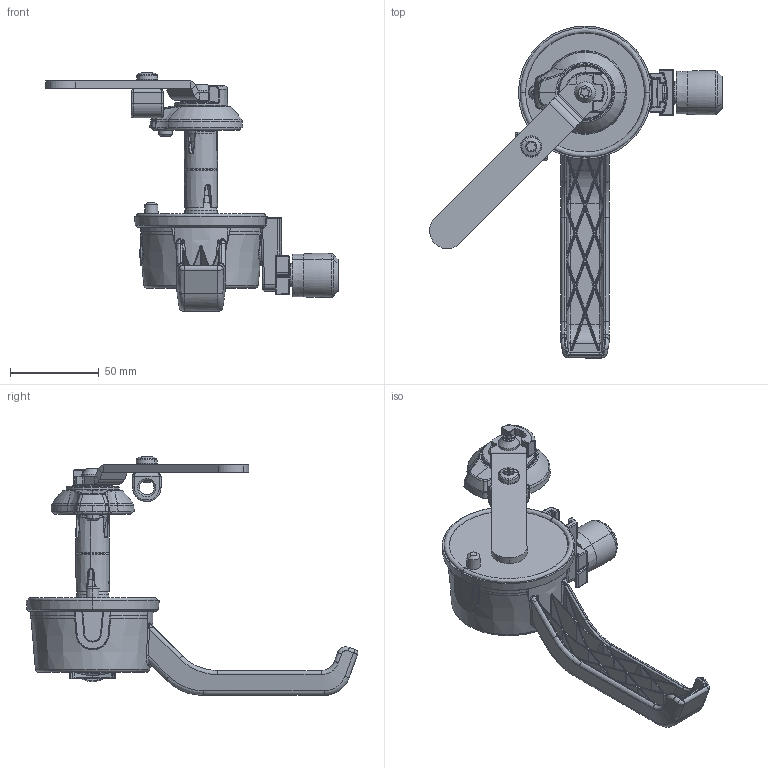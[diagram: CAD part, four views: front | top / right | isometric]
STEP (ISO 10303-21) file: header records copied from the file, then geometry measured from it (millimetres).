
FILE_DESCRIPTION (( 'STEP AP214' ), '1' );
FILE_NAME ('i inside handle.STEP', '2025-03-11T15:04:29', ( '' ), ( '' ), 'SwSTEP 2.0', 'SolidWorks 2023', '' );
FILE_SCHEMA (( 'AUTOMOTIVE_DESIGN' ));
Length unit declared in the file: millimetre
Products named in the file (25): 00087918_265111-103050; 2321s07-r02-1-11; 00016528; 00015265; 00015161; 00014927; 00200138; 297001; reversed inswing; i inside handle; 00017690_012140-25; 00088231_265115-002050; 00014921_G265131-002004; 26507624-1; 00199308; 26507624-1-3; 00197851; 012154-10; 00016198; 26507624-1-2; 00200128; 275020-9-1; 00197654; 26507624-1-1; 00087823
Assembly tree (26 placements, depth 4):
  i inside handle
    00016198
      00015161
      2321s07-r02-1-11
      012154-10
    00200128
      00197654
      00087918_265111-103050
      297001  x2
      00015265
      00088231_265115-002050  x2
    00017690_012140-25
    reversed inswing
      00200138
      00197851
      26507624-1
        26507624-1-1
        26507624-1-3
        26507624-1-2
      00199308
      00014921_G265131-002004
      00014927
      00016528
      275020-9-1
    00087823
Bounding box: 164.87 x 186.94 x 134.45 mm (x, y, z)
Volume: 135967.5 mm3; surface area: 109542 mm2
Topology: 25 solids, 27 shells, 4534 faces, 10719 edges, 6189 vertices
Faces by surface type: bspline 1274, cone 971, cylinder 907, plane 707, torus 517, sphere 158
Entity records: 155098 total; most frequent: CARTESIAN_POINT 67465, ORIENTED_EDGE 19496, DIRECTION 16822, EDGE_CURVE 9748, AXIS2_PLACEMENT_3D 6973, VERTEX_POINT 5670, EDGE_LOOP 4254, FACE_OUTER_BOUND 4172
